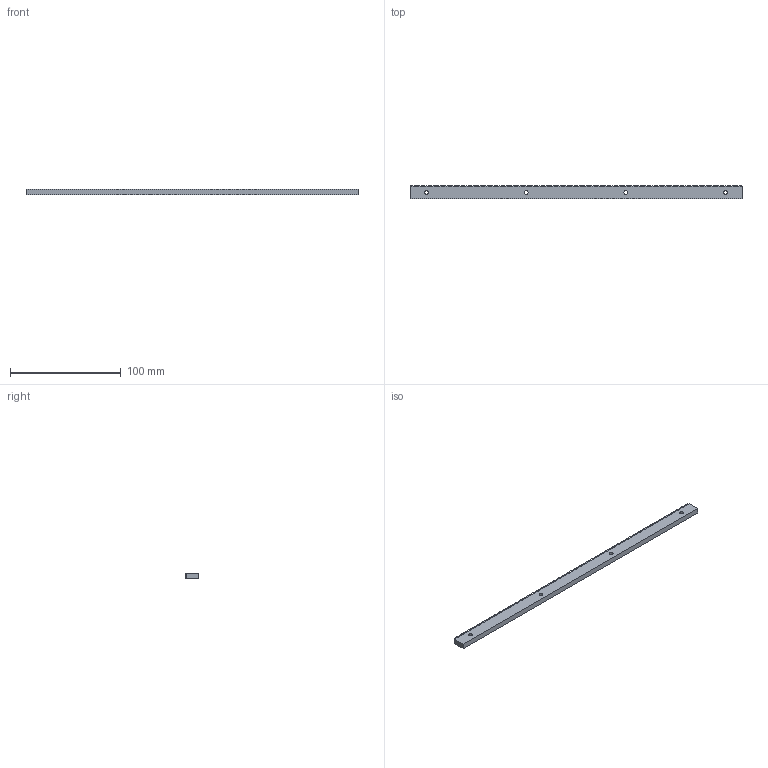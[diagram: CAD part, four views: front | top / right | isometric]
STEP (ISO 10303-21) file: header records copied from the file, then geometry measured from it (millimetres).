
FILE_DESCRIPTION( ( 'STEP AP203' ), '1' );
FILE_NAME( 'SRFK0.5-300J_On.stp', '2021-01-29T22:40:30', ( 'License CC BY-ND 4.0' ), ( 'CADENAS' ), ' ', 'PARTsolutions', ' ' );
FILE_SCHEMA( ( 'CONFIG_CONTROL_DESIGN' ) );
Length unit declared in the file: millimetre
Products named in the file (1): _SRFK0.5-300J_On
Bounding box: 300.02 x 12 x 5 mm (x, y, z)
Volume: 16975.7 mm3; surface area: 11638.3 mm2
Topology: 1 solids, 1 shells, 774 faces, 2316 edges, 1544 vertices
Faces by surface type: plane 770, cylinder 4
Full cylindrical faces by diameter (mm): 3.4 x4
Entity records: 25548 total; most frequent: CARTESIAN_POINT 4631, ORIENTED_EDGE 4624, DIRECTION 3870, EDGE_CURVE 2312, LINE 2304, VECTOR 2304, VERTEX_POINT 1544, EDGE_LOOP 786
